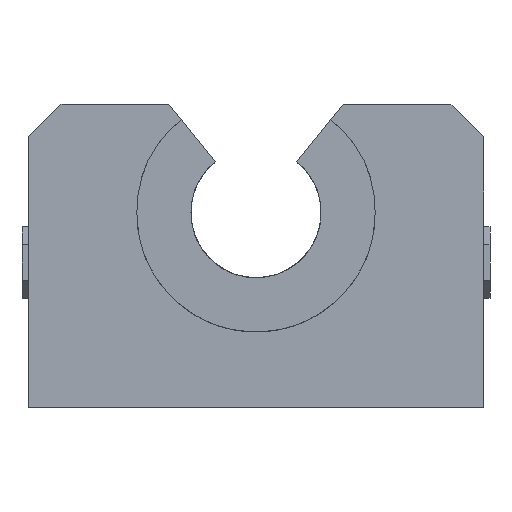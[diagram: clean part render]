
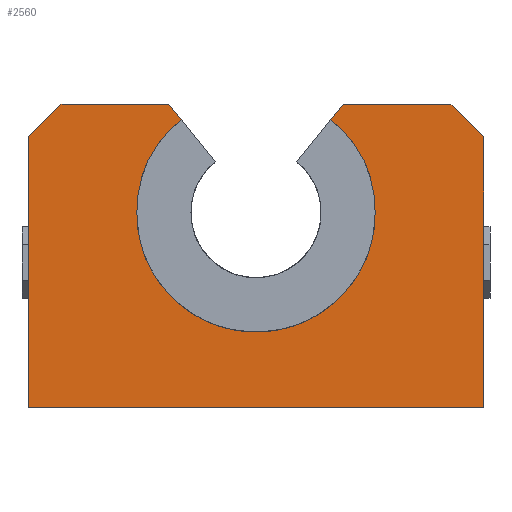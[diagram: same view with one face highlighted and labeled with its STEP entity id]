
A CAD part, left-side view. The second image highlights one B-rep face of the part: STEP entity #2560.
In plain terms, the highlighted free-form (B-spline) face has degree [1, 1] with [2, 2] control points.
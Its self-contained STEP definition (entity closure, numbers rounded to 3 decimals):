
#1420 = CARTESIAN_POINT ('', (0., 3., 28.));
#1430 = VERTEX_POINT ('', #1420);
#1440 = CARTESIAN_POINT ('', (0., 12.945, 28.));
#1450 = VERTEX_POINT ('', #1440);
#1460 = CARTESIAN_POINT ('', (0., 3., 28.));
#1470 = CARTESIAN_POINT ('', (0., 12.945, 28.));
#1480 = B_SPLINE_CURVE_WITH_KNOTS ('', 1, (#1460, #1470), .UNSPECIFIED., .F., .U., (2, 2), (0., 1.), .UNSPECIFIED.);
#1490 = EDGE_CURVE ('', #1430, #1450, #1480, .T.);
#1500 = ORIENTED_EDGE ('', *, *, #1490, .T.);
#1510 = CARTESIAN_POINT ('', (0., 14.103, 26.57));
#1520 = VERTEX_POINT ('', #1510);
#1530 = CARTESIAN_POINT ('', (0., 12.945, 28.));
#1540 = CARTESIAN_POINT ('', (0., 13.331, 27.523));
#1550 = CARTESIAN_POINT ('', (0., 13.717, 27.046));
#1560 = CARTESIAN_POINT ('', (0., 14.103, 26.57));
#1570 = B_SPLINE_CURVE_WITH_KNOTS ('', 3, (#1530, #1540, #1550, #1560), .UNSPECIFIED., .F., .U., (4, 4), (0., 1.), .UNSPECIFIED.);
#1580 = EDGE_CURVE ('', #1450, #1520, #1570, .T.);
#1590 = ORIENTED_EDGE ('', *, *, #1580, .T.);
#1600 = CARTESIAN_POINT ('', (0., 10., 18.));
#1610 = VERTEX_POINT ('', #1600);
#1620 = CARTESIAN_POINT ('', (0., 14.103, 26.57));
#1630 = CARTESIAN_POINT ('', (0., 11.368, 24.368));
#1640 = CARTESIAN_POINT ('', (0., 10., 21.511));
#1650 = CARTESIAN_POINT ('', (0., 10., 18.));
#1660 = B_SPLINE_CURVE_WITH_KNOTS ('', 3, (#1620, #1630, #1640, #1650), .UNSPECIFIED., .F., .U., (4, 4), (0., 1.), .UNSPECIFIED.);
#1670 = EDGE_CURVE ('', #1520, #1610, #1660, .T.);
#1680 = ORIENTED_EDGE ('', *, *, #1670, .T.);
#1690 = CARTESIAN_POINT ('', (0., 32., 18.));
#1700 = VERTEX_POINT ('', #1690);
#1710 = CARTESIAN_POINT ('', (0., 10., 18.));
#1720 = CARTESIAN_POINT ('', (0., 10., 14.965));
#1730 = CARTESIAN_POINT ('', (0., 11.074, 12.372));
#1740 = CARTESIAN_POINT ('', (0., 13.222, 10.222));
#1750 = CARTESIAN_POINT ('', (0., 15.366, 8.075));
#1760 = CARTESIAN_POINT ('', (0., 17.959, 7.001));
#1770 = CARTESIAN_POINT ('', (0., 21., 7.));
#1780 = CARTESIAN_POINT ('', (0., 24.034, 6.999));
#1790 = CARTESIAN_POINT ('', (0., 26.627, 8.073));
#1800 = CARTESIAN_POINT ('', (0., 28.778, 10.222));
#1810 = CARTESIAN_POINT ('', (0., 30.926, 12.368));
#1820 = CARTESIAN_POINT ('', (0., 32., 14.96));
#1830 = CARTESIAN_POINT ('', (0., 32., 18.));
#1840 = B_SPLINE_CURVE_WITH_KNOTS ('', 3, (#1710, #1720, #1730, #1740, #1750, #1760, #1770, #1780, #1790, #1800, #1810, #1820, #1830), .UNSPECIFIED., .F., .U., (4, 3, 3, 3, 4), (0., 0.25, 0.5, 0.75, 1.), .UNSPECIFIED.);
#1850 = EDGE_CURVE ('', #1610, #1700, #1840, .T.);
#1860 = ORIENTED_EDGE ('', *, *, #1850, .T.);
#1870 = CARTESIAN_POINT ('', (0., 27.897, 26.57));
#1880 = VERTEX_POINT ('', #1870);
#1890 = CARTESIAN_POINT ('', (0., 32., 18.));
#1900 = CARTESIAN_POINT ('', (0., 32., 21.511));
#1910 = CARTESIAN_POINT ('', (0., 30.632, 24.368));
#1920 = CARTESIAN_POINT ('', (0., 27.897, 26.57));
#1930 = B_SPLINE_CURVE_WITH_KNOTS ('', 3, (#1890, #1900, #1910, #1920), .UNSPECIFIED., .F., .U., (4, 4), (0., 1.), .UNSPECIFIED.);
#1940 = EDGE_CURVE ('', #1700, #1880, #1930, .T.);
#1950 = ORIENTED_EDGE ('', *, *, #1940, .T.);
#1960 = CARTESIAN_POINT ('', (0., 29.055, 28.));
#1970 = VERTEX_POINT ('', #1960);
#1980 = CARTESIAN_POINT ('', (0., 27.897, 26.57));
#1990 = CARTESIAN_POINT ('', (0., 28.283, 27.046));
#2000 = CARTESIAN_POINT ('', (0., 28.669, 27.523));
#2010 = CARTESIAN_POINT ('', (0., 29.055, 28.));
#2020 = B_SPLINE_CURVE_WITH_KNOTS ('', 3, (#1980, #1990, #2000, #2010), .UNSPECIFIED., .F., .U., (4, 4), (0., 1.), .UNSPECIFIED.);
#2030 = EDGE_CURVE ('', #1880, #1970, #2020, .T.);
#2040 = ORIENTED_EDGE ('', *, *, #2030, .T.);
#2050 = CARTESIAN_POINT ('', (0., 39., 28.));
#2060 = VERTEX_POINT ('', #2050);
#2070 = CARTESIAN_POINT ('', (0., 29.055, 28.));
#2080 = CARTESIAN_POINT ('', (0., 39., 28.));
#2090 = B_SPLINE_CURVE_WITH_KNOTS ('', 1, (#2070, #2080), .UNSPECIFIED., .F., .U., (2, 2), (0., 1.), .UNSPECIFIED.);
#2100 = EDGE_CURVE ('', #1970, #2060, #2090, .T.);
#2110 = ORIENTED_EDGE ('', *, *, #2100, .T.);
#2120 = CARTESIAN_POINT ('', (0., 42., 25.));
#2130 = VERTEX_POINT ('', #2120);
#2140 = CARTESIAN_POINT ('', (0., 39., 28.));
#2150 = CARTESIAN_POINT ('', (0., 40., 27.));
#2160 = CARTESIAN_POINT ('', (0., 41., 26.));
#2170 = CARTESIAN_POINT ('', (0., 42., 25.));
#2180 = B_SPLINE_CURVE_WITH_KNOTS ('', 3, (#2140, #2150, #2160, #2170), .UNSPECIFIED., .F., .U., (4, 4), (0., 1.), .UNSPECIFIED.);
#2190 = EDGE_CURVE ('', #2060, #2130, #2180, .T.);
#2200 = ORIENTED_EDGE ('', *, *, #2190, .T.);
#2210 = CARTESIAN_POINT ('', (0., 42., 0.));
#2220 = VERTEX_POINT ('', #2210);
#2230 = CARTESIAN_POINT ('', (0., 42., 25.));
#2240 = CARTESIAN_POINT ('', (0., 42., 0.));
#2250 = B_SPLINE_CURVE_WITH_KNOTS ('', 1, (#2230, #2240), .UNSPECIFIED., .F., .U., (2, 2), (0., 1.), .UNSPECIFIED.);
#2260 = EDGE_CURVE ('', #2130, #2220, #2250, .T.);
#2270 = ORIENTED_EDGE ('', *, *, #2260, .T.);
#2280 = CARTESIAN_POINT ('', (0., 0., 0.));
#2290 = VERTEX_POINT ('', #2280);
#2300 = CARTESIAN_POINT ('', (0., 42., 0.));
#2310 = CARTESIAN_POINT ('', (0., 0., 0.));
#2320 = B_SPLINE_CURVE_WITH_KNOTS ('', 1, (#2300, #2310), .UNSPECIFIED., .F., .U., (2, 2), (0., 1.), .UNSPECIFIED.);
#2330 = EDGE_CURVE ('', #2220, #2290, #2320, .T.);
#2340 = ORIENTED_EDGE ('', *, *, #2330, .T.);
#2350 = CARTESIAN_POINT ('', (0., 0., 25.));
#2360 = VERTEX_POINT ('', #2350);
#2370 = CARTESIAN_POINT ('', (0., 0., 0.));
#2380 = CARTESIAN_POINT ('', (0., 0., 25.));
#2390 = B_SPLINE_CURVE_WITH_KNOTS ('', 1, (#2370, #2380), .UNSPECIFIED., .F., .U., (2, 2), (0., 1.), .UNSPECIFIED.);
#2400 = EDGE_CURVE ('', #2290, #2360, #2390, .T.);
#2410 = ORIENTED_EDGE ('', *, *, #2400, .T.);
#2420 = CARTESIAN_POINT ('', (0., 0., 25.));
#2430 = CARTESIAN_POINT ('', (0., 1., 26.));
#2440 = CARTESIAN_POINT ('', (0., 2., 27.));
#2450 = CARTESIAN_POINT ('', (0., 3., 28.));
#2460 = B_SPLINE_CURVE_WITH_KNOTS ('', 3, (#2420, #2430, #2440, #2450), .UNSPECIFIED., .F., .U., (4, 4), (0., 1.), .UNSPECIFIED.);
#2470 = EDGE_CURVE ('', #2360, #1430, #2460, .T.);
#2480 = ORIENTED_EDGE ('', *, *, #2470, .T.);
#2490 = EDGE_LOOP ('', (#1500, #1590, #1680, #1860, #1950, #2040, #2110, #2200, #2270, #2340, #2410, #2480));
#2500 = FACE_OUTER_BOUND ('', #2490, .T.);
#2510 = CARTESIAN_POINT ('', (0., 0., 0.));
#2520 = CARTESIAN_POINT ('', (0., 42., 0.));
#2530 = CARTESIAN_POINT ('', (0., 0., 28.));
#2540 = CARTESIAN_POINT ('', (0., 42., 28.));
#2550 = B_SPLINE_SURFACE_WITH_KNOTS ('', 1, 1, ((#2510, #2520), (#2530, #2540)), .UNSPECIFIED., .F., .F., .U., (2, 2), (2, 2), (0., 1.), (0., 1.), .UNSPECIFIED.);
#2560 = ADVANCED_FACE ('', (#2500), #2550, .T.);
